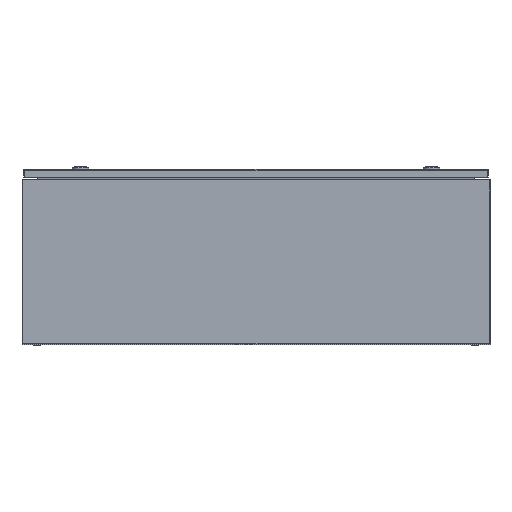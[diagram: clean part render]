
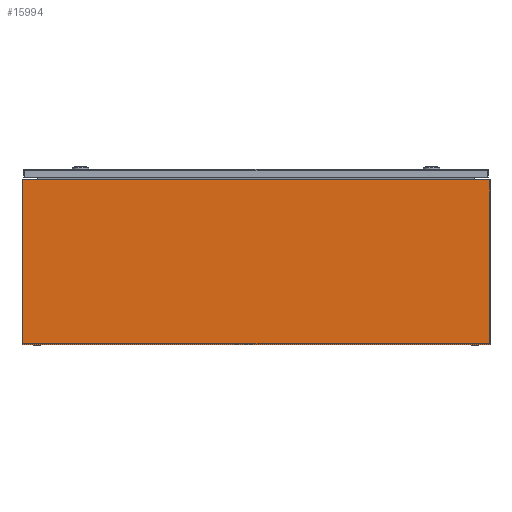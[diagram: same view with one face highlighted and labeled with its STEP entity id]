
A CAD part, left-side view. The second image highlights one B-rep face of the part: STEP entity #15994.
In plain terms, the highlighted planar face has unit normal (-1, 0, 0).
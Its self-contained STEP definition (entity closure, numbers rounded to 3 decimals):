
#251 = LINE ( 'NONE', #41763, #11863 ) ;
#2551 = PLANE ( 'NONE',  #38107 ) ;
#2737 = EDGE_CURVE ( 'NONE', #21828, #6788, #42760, .T. ) ;
#3071 = ORIENTED_EDGE ( 'NONE', *, *, #6889, .T. ) ;
#6788 = VERTEX_POINT ( 'NONE', #35146 ) ;
#6889 = EDGE_CURVE ( 'NONE', #34798, #21828, #39397, .T. ) ;
#9821 = CARTESIAN_POINT ( 'NONE',  ( 0., 800., 283. ) ) ;
#11863 = VECTOR ( 'NONE', #18947, 1000. ) ;
#15994 = ADVANCED_FACE ( 'NONE', ( #44825 ), #2551, .F. ) ;
#17592 = LINE ( 'NONE', #29151, #35966 ) ;
#18101 = DIRECTION ( 'NONE',  ( 0., 0., -1. ) ) ;
#18947 = DIRECTION ( 'NONE',  ( 0., -1., 0. ) ) ;
#20672 = ORIENTED_EDGE ( 'NONE', *, *, #41973, .F. ) ;
#21675 = VERTEX_POINT ( 'NONE', #27657 ) ;
#21828 = VERTEX_POINT ( 'NONE', #47939 ) ;
#23446 = ORIENTED_EDGE ( 'NONE', *, *, #2737, .T. ) ;
#27657 = CARTESIAN_POINT ( 'NONE',  ( 0., 0., 283. ) ) ;
#27683 = CARTESIAN_POINT ( 'NONE',  ( 0., 800., 283. ) ) ;
#29151 = CARTESIAN_POINT ( 'NONE',  ( 0., 0., 283. ) ) ;
#32802 = DIRECTION ( 'NONE',  ( 1., 0., 0. ) ) ;
#34798 = VERTEX_POINT ( 'NONE', #27683 ) ;
#35146 = CARTESIAN_POINT ( 'NONE',  ( 0., 0., 0. ) ) ;
#35662 = ORIENTED_EDGE ( 'NONE', *, *, #42710, .F. ) ;
#35966 = VECTOR ( 'NONE', #18101, 1000. ) ;
#37088 = DIRECTION ( 'NONE',  ( 0., 0., -1. ) ) ;
#38107 = AXIS2_PLACEMENT_3D ( 'NONE', #48354, #32802, #37088 ) ;
#38698 = EDGE_LOOP ( 'NONE', ( #23446, #35662, #20672, #3071 ) ) ;
#38767 = CARTESIAN_POINT ( 'NONE',  ( 0., 0., 0. ) ) ;
#39012 = DIRECTION ( 'NONE',  ( 0., -1., 0. ) ) ;
#39397 = LINE ( 'NONE', #9821, #48322 ) ;
#41763 = CARTESIAN_POINT ( 'NONE',  ( 0., 0., 283. ) ) ;
#41973 = EDGE_CURVE ( 'NONE', #34798, #21675, #251, .T. ) ;
#42710 = EDGE_CURVE ( 'NONE', #21675, #6788, #17592, .T. ) ;
#42760 = LINE ( 'NONE', #38767, #44449 ) ;
#43656 = DIRECTION ( 'NONE',  ( 0., 0., -1. ) ) ;
#44449 = VECTOR ( 'NONE', #39012, 1000. ) ;
#44825 = FACE_OUTER_BOUND ( 'NONE', #38698, .T. ) ;
#47939 = CARTESIAN_POINT ( 'NONE',  ( 0., 800., 0. ) ) ;
#48322 = VECTOR ( 'NONE', #43656, 1000. ) ;
#48354 = CARTESIAN_POINT ( 'NONE',  ( 0., 0., 283. ) ) ;
